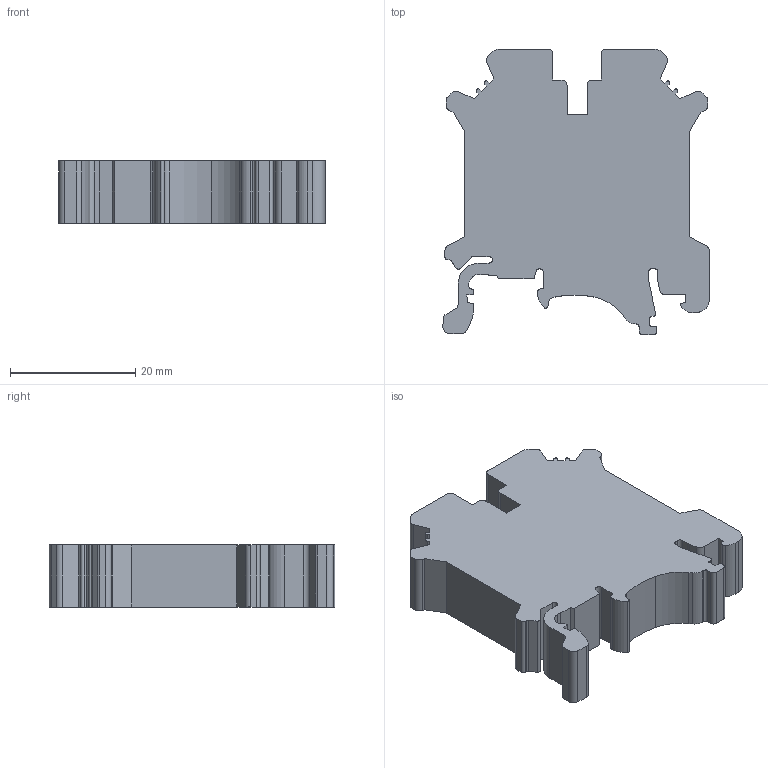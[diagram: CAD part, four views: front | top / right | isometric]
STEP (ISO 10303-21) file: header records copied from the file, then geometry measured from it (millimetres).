
FILE_DESCRIPTION(/* description */ (''),/* implementation_level */ '2;1');
FILE_NAME(/* name */ 'UK10.stp',/* time_stamp */ '2019-07-03T11:14:31+08:00',/* author */ (''),/* organization */ (''),/* preprocessor_version */ 'ST-DEVELOPER v16',/* originating_system */ 'SIEMENS PLM Software NX 10.0',/* authorisation */ '');
FILE_SCHEMA (('CONFIG_CONTROL_DESIGN'));
Length unit declared in the file: millimetre
Products named in the file (1): sp1215t1001_stp
Bounding box: 42.53 x 45.65 x 10 mm (x, y, z)
Volume: 13841.1 mm3; surface area: 5327.4 mm2
Topology: 1 solids, 1 shells, 151 faces, 482 edges, 333 vertices
Faces by surface type: plane 85, cylinder 62, extrusion 4
Entity records: 5510 total; most frequent: CARTESIAN_POINT 1029, ORIENTED_EDGE 964, DIRECTION 898, EDGE_CURVE 482, VECTOR 354, LINE 350, VERTEX_POINT 333, AXIS2_PLACEMENT_3D 272
